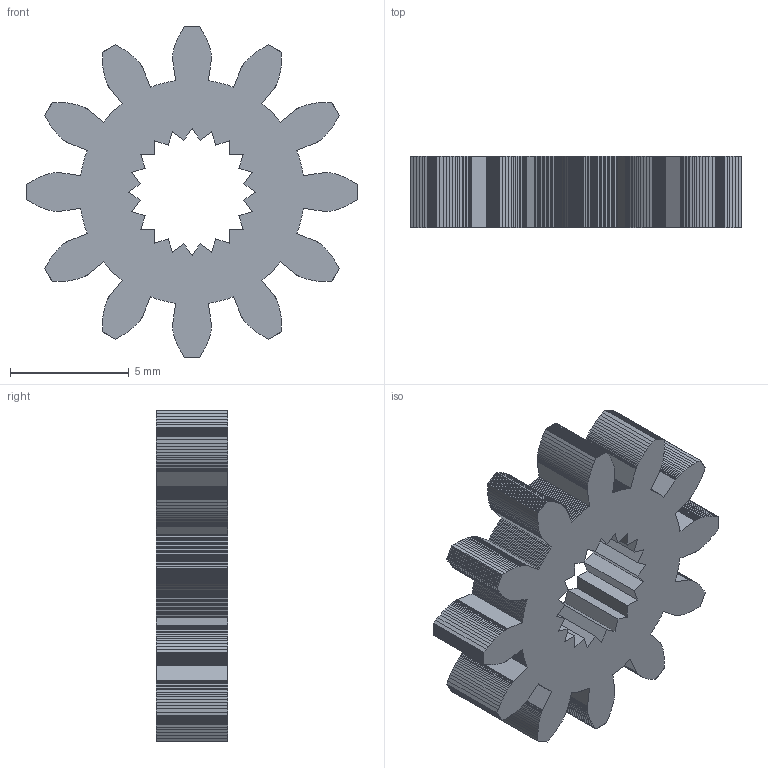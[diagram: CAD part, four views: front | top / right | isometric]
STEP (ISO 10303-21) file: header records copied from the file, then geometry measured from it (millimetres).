
FILE_DESCRIPTION (( 'STEP AP214' ), '1' );
FILE_NAME ('Gear12T.STEP', '2025-08-04T02:51:04', ( '' ), ( '' ), 'SwSTEP 2.0', 'SolidWorks 2024', '' );
FILE_SCHEMA (( 'AUTOMOTIVE_DESIGN' ));
Length unit declared in the file: millimetre
Products named in the file (1): Gear12T
Bounding box: 14 x 3 x 14 mm (x, y, z)
Volume: 268.8 mm3; surface area: 487.1 mm2
Topology: 1 solids, 1 shells, 978 faces, 2928 edges, 1952 vertices
Faces by surface type: plane 978
Entity records: 32259 total; most frequent: CARTESIAN_POINT 5859, ORIENTED_EDGE 5856, DIRECTION 4886, EDGE_CURVE 2928, LINE 2928, VECTOR 2928, VERTEX_POINT 1952, EDGE_LOOP 980
